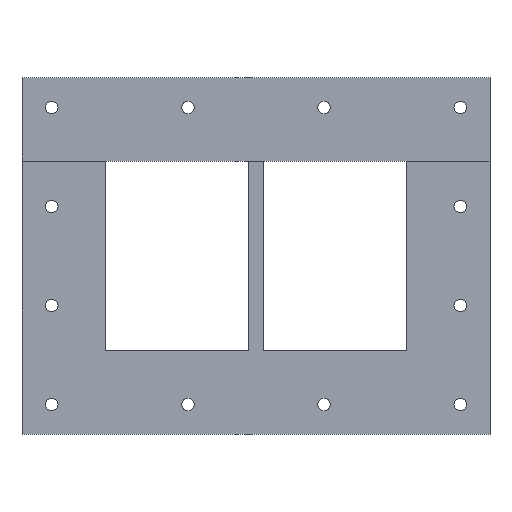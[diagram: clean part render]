
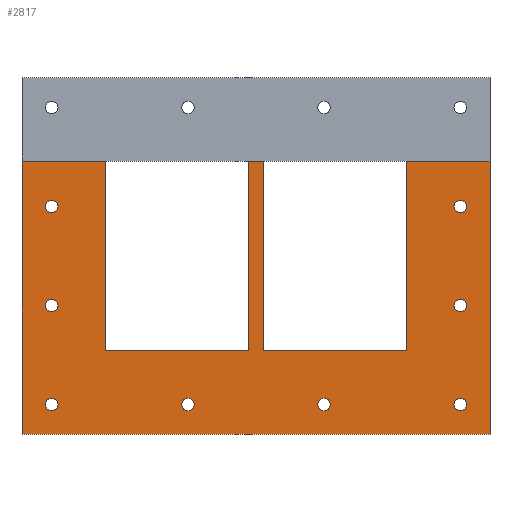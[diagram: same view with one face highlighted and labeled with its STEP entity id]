
A CAD part, top view. The second image highlights one B-rep face of the part: STEP entity #2817.
In plain terms, the highlighted planar face has unit normal (0, 0, 1).
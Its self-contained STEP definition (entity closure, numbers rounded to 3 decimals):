
#237=FACE_BOUND('',#664,.T.);
#238=FACE_BOUND('',#665,.T.);
#239=FACE_BOUND('',#666,.T.);
#240=FACE_BOUND('',#667,.T.);
#241=FACE_BOUND('',#668,.T.);
#242=FACE_BOUND('',#669,.T.);
#243=FACE_BOUND('',#670,.T.);
#244=FACE_BOUND('',#671,.T.);
#345=CIRCLE('',#3227,5.25);
#346=CIRCLE('',#3228,5.25);
#347=CIRCLE('',#3229,5.25);
#348=CIRCLE('',#3230,5.25);
#349=CIRCLE('',#3231,5.25);
#350=CIRCLE('',#3232,5.25);
#351=CIRCLE('',#3233,5.25);
#352=CIRCLE('',#3234,5.25);
#488=FACE_OUTER_BOUND('',#663,.T.);
#663=EDGE_LOOP('',(#2097,#2098,#2099,#2100,#2101,#2102,#2103,#2104,#2105,
#2106,#2107,#2108));
#664=EDGE_LOOP('',(#2109));
#665=EDGE_LOOP('',(#2110));
#666=EDGE_LOOP('',(#2111));
#667=EDGE_LOOP('',(#2112));
#668=EDGE_LOOP('',(#2113));
#669=EDGE_LOOP('',(#2114));
#670=EDGE_LOOP('',(#2115));
#671=EDGE_LOOP('',(#2116));
#913=LINE('',#4495,#1134);
#918=LINE('',#4505,#1139);
#921=LINE('',#4512,#1142);
#936=LINE('',#4542,#1157);
#937=LINE('',#4544,#1158);
#938=LINE('',#4546,#1159);
#939=LINE('',#4548,#1160);
#940=LINE('',#4550,#1161);
#941=LINE('',#4552,#1162);
#942=LINE('',#4554,#1163);
#943=LINE('',#4555,#1164);
#944=LINE('',#4556,#1165);
#1134=VECTOR('',#3645,10.);
#1139=VECTOR('',#3652,10.);
#1142=VECTOR('',#3657,10.);
#1157=VECTOR('',#3680,10.);
#1158=VECTOR('',#3681,10.);
#1159=VECTOR('',#3682,10.);
#1160=VECTOR('',#3683,10.);
#1161=VECTOR('',#3684,10.);
#1162=VECTOR('',#3685,10.);
#1163=VECTOR('',#3686,10.);
#1164=VECTOR('',#3687,10.);
#1165=VECTOR('',#3688,10.);
#1364=VERTEX_POINT('',#4493);
#1365=VERTEX_POINT('',#4494);
#1368=VERTEX_POINT('',#4502);
#1369=VERTEX_POINT('',#4504);
#1371=VERTEX_POINT('',#4510);
#1372=VERTEX_POINT('',#4511);
#1384=VERTEX_POINT('',#4543);
#1385=VERTEX_POINT('',#4545);
#1386=VERTEX_POINT('',#4547);
#1387=VERTEX_POINT('',#4549);
#1388=VERTEX_POINT('',#4551);
#1389=VERTEX_POINT('',#4553);
#1390=VERTEX_POINT('',#4557);
#1391=VERTEX_POINT('',#4559);
#1392=VERTEX_POINT('',#4561);
#1393=VERTEX_POINT('',#4563);
#1394=VERTEX_POINT('',#4565);
#1395=VERTEX_POINT('',#4567);
#1396=VERTEX_POINT('',#4569);
#1397=VERTEX_POINT('',#4571);
#1634=EDGE_CURVE('',#1364,#1365,#913,.T.);
#1639=EDGE_CURVE('',#1369,#1368,#918,.T.);
#1642=EDGE_CURVE('',#1371,#1372,#921,.T.);
#1659=EDGE_CURVE('',#1368,#1371,#936,.T.);
#1660=EDGE_CURVE('',#1372,#1384,#937,.T.);
#1661=EDGE_CURVE('',#1384,#1385,#938,.T.);
#1662=EDGE_CURVE('',#1385,#1386,#939,.T.);
#1663=EDGE_CURVE('',#1386,#1387,#940,.T.);
#1664=EDGE_CURVE('',#1387,#1388,#941,.T.);
#1665=EDGE_CURVE('',#1388,#1389,#942,.T.);
#1666=EDGE_CURVE('',#1389,#1364,#943,.T.);
#1667=EDGE_CURVE('',#1365,#1369,#944,.T.);
#1668=EDGE_CURVE('',#1390,#1390,#345,.T.);
#1669=EDGE_CURVE('',#1391,#1391,#346,.T.);
#1670=EDGE_CURVE('',#1392,#1392,#347,.T.);
#1671=EDGE_CURVE('',#1393,#1393,#348,.T.);
#1672=EDGE_CURVE('',#1394,#1394,#349,.T.);
#1673=EDGE_CURVE('',#1395,#1395,#350,.T.);
#1674=EDGE_CURVE('',#1396,#1396,#351,.T.);
#1675=EDGE_CURVE('',#1397,#1397,#352,.T.);
#2097=ORIENTED_EDGE('',*,*,#1639,.T.);
#2098=ORIENTED_EDGE('',*,*,#1659,.T.);
#2099=ORIENTED_EDGE('',*,*,#1642,.T.);
#2100=ORIENTED_EDGE('',*,*,#1660,.T.);
#2101=ORIENTED_EDGE('',*,*,#1661,.T.);
#2102=ORIENTED_EDGE('',*,*,#1662,.T.);
#2103=ORIENTED_EDGE('',*,*,#1663,.T.);
#2104=ORIENTED_EDGE('',*,*,#1664,.T.);
#2105=ORIENTED_EDGE('',*,*,#1665,.T.);
#2106=ORIENTED_EDGE('',*,*,#1666,.T.);
#2107=ORIENTED_EDGE('',*,*,#1634,.T.);
#2108=ORIENTED_EDGE('',*,*,#1667,.T.);
#2109=ORIENTED_EDGE('',*,*,#1668,.T.);
#2110=ORIENTED_EDGE('',*,*,#1669,.T.);
#2111=ORIENTED_EDGE('',*,*,#1670,.T.);
#2112=ORIENTED_EDGE('',*,*,#1671,.T.);
#2113=ORIENTED_EDGE('',*,*,#1672,.T.);
#2114=ORIENTED_EDGE('',*,*,#1673,.T.);
#2115=ORIENTED_EDGE('',*,*,#1674,.T.);
#2116=ORIENTED_EDGE('',*,*,#1675,.T.);
#2717=PLANE('',#3226);
#2817=ADVANCED_FACE('',(#488,#237,#238,#239,#240,#241,#242,#243,#244),#2717,
 .T.);
#3226=AXIS2_PLACEMENT_3D('',#4541,#3678,#3679);
#3227=AXIS2_PLACEMENT_3D('',#4558,#3689,#3690);
#3228=AXIS2_PLACEMENT_3D('',#4560,#3691,#3692);
#3229=AXIS2_PLACEMENT_3D('',#4562,#3693,#3694);
#3230=AXIS2_PLACEMENT_3D('',#4564,#3695,#3696);
#3231=AXIS2_PLACEMENT_3D('',#4566,#3697,#3698);
#3232=AXIS2_PLACEMENT_3D('',#4568,#3699,#3700);
#3233=AXIS2_PLACEMENT_3D('',#4570,#3701,#3702);
#3234=AXIS2_PLACEMENT_3D('',#4572,#3703,#3704);
#3645=DIRECTION('',(0.,1.,0.));
#3652=DIRECTION('',(0.,-1.,0.));
#3657=DIRECTION('',(0.,1.,0.));
#3678=DIRECTION('center_axis',(0.,0.,1.));
#3679=DIRECTION('ref_axis',(1.,0.,0.));
#3680=DIRECTION('',(1.,0.,0.));
#3681=DIRECTION('',(-1.,0.,0.));
#3682=DIRECTION('',(0.,-1.,0.));
#3683=DIRECTION('',(-1.,0.,0.));
#3684=DIRECTION('',(0.,1.,0.));
#3685=DIRECTION('',(-1.,0.,0.));
#3686=DIRECTION('',(0.,-1.,0.));
#3687=DIRECTION('',(-1.,0.,0.));
#3688=DIRECTION('',(-1.,0.,0.));
#3689=DIRECTION('center_axis',(0.,0.,-1.));
#3690=DIRECTION('ref_axis',(1.,0.,0.));
#3691=DIRECTION('center_axis',(0.,0.,-1.));
#3692=DIRECTION('ref_axis',(1.,0.,0.));
#3693=DIRECTION('center_axis',(0.,0.,-1.));
#3694=DIRECTION('ref_axis',(1.,0.,0.));
#3695=DIRECTION('center_axis',(0.,0.,-1.));
#3696=DIRECTION('ref_axis',(1.,0.,0.));
#3697=DIRECTION('center_axis',(0.,0.,-1.));
#3698=DIRECTION('ref_axis',(1.,0.,0.));
#3699=DIRECTION('center_axis',(0.,0.,-1.));
#3700=DIRECTION('ref_axis',(1.,0.,0.));
#3701=DIRECTION('center_axis',(0.,0.,-1.));
#3702=DIRECTION('ref_axis',(1.,0.,0.));
#3703=DIRECTION('center_axis',(0.,0.,-1.));
#3704=DIRECTION('ref_axis',(1.,0.,0.));
#4493=CARTESIAN_POINT('',(-126.5,-79.75,0.));
#4494=CARTESIAN_POINT('',(-126.5,79.25,0.));
#4495=CARTESIAN_POINT('',(-126.5,-39.875,0.));
#4502=CARTESIAN_POINT('',(-196.5,-149.75,0.));
#4504=CARTESIAN_POINT('',(-196.5,79.25,0.));
#4505=CARTESIAN_POINT('',(-196.5,149.75,0.));
#4510=CARTESIAN_POINT('',(196.5,-149.75,0.));
#4511=CARTESIAN_POINT('',(196.5,79.25,0.));
#4512=CARTESIAN_POINT('',(196.5,-149.75,0.));
#4541=CARTESIAN_POINT('Origin',(0.,0.,
0.));
#4542=CARTESIAN_POINT('',(-196.5,-149.75,0.));
#4543=CARTESIAN_POINT('',(126.5,79.25,0.));
#4544=CARTESIAN_POINT('',(98.25,79.25,0.));
#4545=CARTESIAN_POINT('',(126.5,-79.75,0.));
#4546=CARTESIAN_POINT('',(126.5,39.875,0.));
#4547=CARTESIAN_POINT('',(6.,-79.75,0.));
#4548=CARTESIAN_POINT('',(63.25,-79.75,0.));
#4549=CARTESIAN_POINT('',(6.,79.25,0.));
#4550=CARTESIAN_POINT('',(6.,-39.875,0.));
#4551=CARTESIAN_POINT('',(-6.,79.25,0.));
#4552=CARTESIAN_POINT('',(98.25,79.25,0.));
#4553=CARTESIAN_POINT('',(-6.,-79.75,0.));
#4554=CARTESIAN_POINT('',(-6.,39.875,0.));
#4555=CARTESIAN_POINT('',(-3.,-79.75,0.));
#4556=CARTESIAN_POINT('',(98.25,79.25,0.));
#4557=CARTESIAN_POINT('',(-176.75,-124.75,0.));
#4558=CARTESIAN_POINT('Origin',(-171.5,-124.75,0.));
#4559=CARTESIAN_POINT('',(-176.75,-41.583,0.));
#4560=CARTESIAN_POINT('Origin',(-171.5,-41.583,0.));
#4561=CARTESIAN_POINT('',(-176.75,41.583,0.));
#4562=CARTESIAN_POINT('Origin',(-171.5,41.583,0.));
#4563=CARTESIAN_POINT('',(-62.417,-124.75,0.));
#4564=CARTESIAN_POINT('Origin',(-57.167,-124.75,0.));
#4565=CARTESIAN_POINT('',(51.917,-124.75,0.));
#4566=CARTESIAN_POINT('Origin',(57.167,-124.75,0.));
#4567=CARTESIAN_POINT('',(166.25,-124.75,0.));
#4568=CARTESIAN_POINT('Origin',(171.5,-124.75,0.));
#4569=CARTESIAN_POINT('',(166.25,41.583,0.));
#4570=CARTESIAN_POINT('Origin',(171.5,41.583,0.));
#4571=CARTESIAN_POINT('',(166.25,-41.583,0.));
#4572=CARTESIAN_POINT('Origin',(171.5,-41.583,0.));
